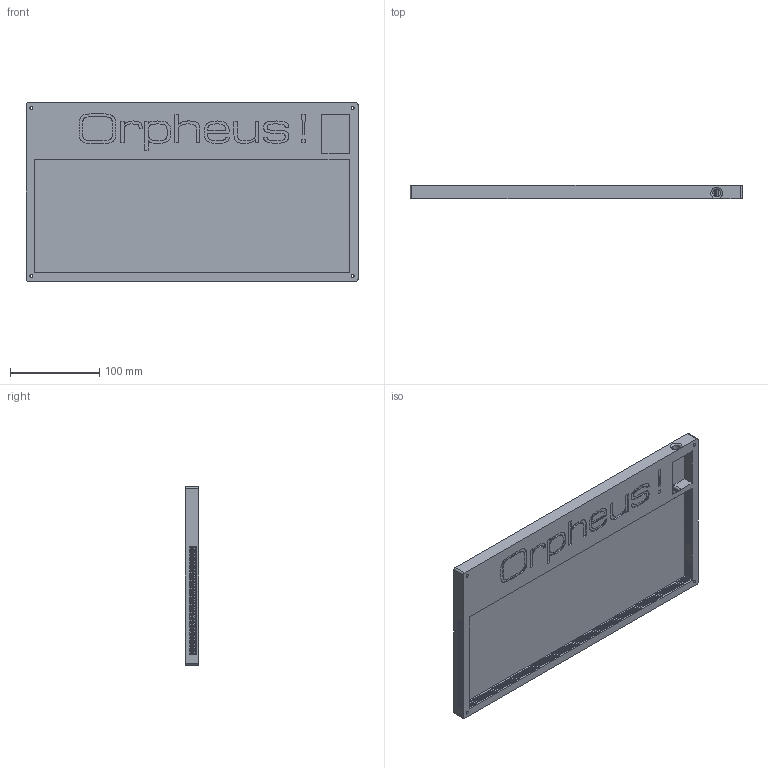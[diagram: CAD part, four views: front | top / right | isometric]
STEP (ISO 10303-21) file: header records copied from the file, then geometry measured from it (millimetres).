
FILE_DESCRIPTION(/* description */ ('STEP AP242','CAx-IF Rec.Pracs.---Representation and Presentation of Product Manufacturing Information (PMI)---4.0---2014-10-13','CAx-IF Rec.Pracs.---3D Tessellated Geometry---0.4---2014-09-14','2;1'),/* implementation_level */ '2;1');
FILE_NAME(/* name */ '6883aad5f6c40422710670ce',/* time_stamp */ '2025-07-25T16:03:35Z',/* author */ (''),/* organization */ (''),/* preprocessor_version */ 'ST-DEVELOPER v20',/* originating_system */ 'ONSHAPE BY PTC INC, 1.201',/* authorisation */ ' ');
FILE_SCHEMA (('AP242_MANAGED_MODEL_BASED_3D_ENGINEERING_MIM_LF { 1 0 10303 442 1 1 4 }'));
Length unit declared in the file: metre
Products named in the file (1): Part 1
Bounding box: 372.52 x 15.11 x 200 mm (x, y, z)
Volume: 540255.4 mm3; surface area: 213588.5 mm2
Topology: 1 solids, 1 shells, 1501 faces, 4414 edges, 2973 vertices
Faces by surface type: cylinder 626, bspline 524, plane 350, torus 1
Full cylindrical faces by diameter (mm): 2 x573, 3.4 x4, 6 x4, 9 x1
Entity records: 50841 total; most frequent: CARTESIAN_POINT 13872, ORIENTED_EDGE 7460, DIRECTION 5890, EDGE_CURVE 3730, EDGE_LOOP 3300, FACE_BOUND 3300, VERTEX_POINT 2872, AXIS2_PLACEMENT_3D 2231
